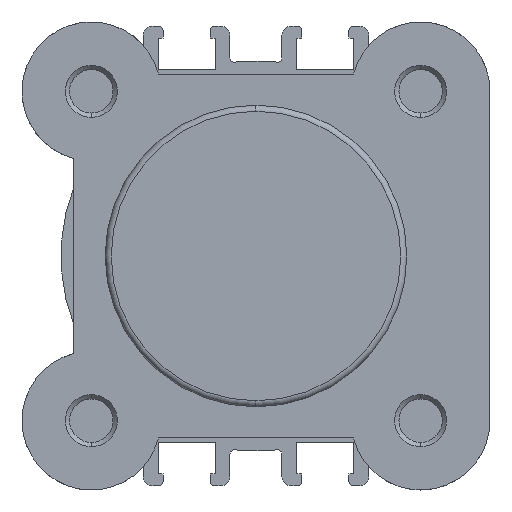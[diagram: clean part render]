
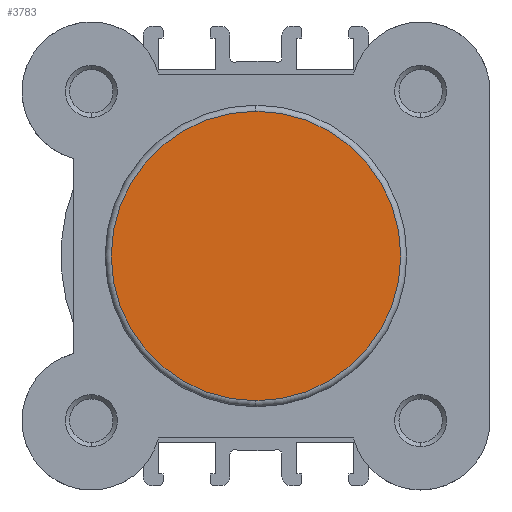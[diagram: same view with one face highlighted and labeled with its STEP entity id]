
A CAD part, left-side view. The second image highlights one B-rep face of the part: STEP entity #3783.
In plain terms, the highlighted planar face has unit normal (-1, 0, 0).
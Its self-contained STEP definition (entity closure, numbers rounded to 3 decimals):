
#244 = CARTESIAN_POINT ( 'NONE',  ( 0., 0., 16.7 ) ) ;
#310 = CARTESIAN_POINT ( 'NONE',  ( 0., 0., -16.7 ) ) ;
#394 = CARTESIAN_POINT ( 'NONE',  ( 0., 0., 0. ) ) ;
#395 = DIRECTION ( 'NONE',  ( -1., 0., 0. ) ) ;
#396 = DIRECTION ( 'NONE',  ( 0., 0., 1. ) ) ;
#557 = CARTESIAN_POINT ( 'NONE',  ( 0., 0., 0. ) ) ;
#565 = DIRECTION ( 'NONE',  ( -1., 0., 0. ) ) ;
#566 = DIRECTION ( 'NONE',  ( 0., 0., 1. ) ) ;
#1548 = FACE_OUTER_BOUND ( 'NONE', #6162, .T. ) ;
#2175 = CIRCLE ( 'NONE', #4779, 16.7 ) ;
#2287 = CIRCLE ( 'NONE', #4811, 16.7 ) ;
#2515 = CARTESIAN_POINT ( 'NONE',  ( 0., -17.4, 0. ) ) ;
#2529 = PLANE ( 'NONE',  #4575 ) ;
#2538 = DIRECTION ( 'NONE',  ( -1., 0., 0. ) ) ;
#2539 = DIRECTION ( 'NONE',  ( 0., 0., 1. ) ) ;
#3783 = ADVANCED_FACE ( 'NONE', ( #1548 ), #2529, .T. ) ;
#4575 = AXIS2_PLACEMENT_3D ( 'NONE', #2515, #2538, #2539 ) ;
#4779 = AXIS2_PLACEMENT_3D ( 'NONE', #394, #395, #396 ) ;
#4811 = AXIS2_PLACEMENT_3D ( 'NONE', #557, #565, #566 ) ;
#5708 = VERTEX_POINT ( 'NONE', #244 ) ;
#5987 = VERTEX_POINT ( 'NONE', #310 ) ;
#6162 = EDGE_LOOP ( 'NONE', ( #7135, #7134 ) ) ;
#7134 = ORIENTED_EDGE ( 'NONE', *, *, #7381, .T. ) ;
#7135 = ORIENTED_EDGE ( 'NONE', *, *, #7314, .T. ) ;
#7314 = EDGE_CURVE ( 'NONE', #5708, #5987, #2175, .T. ) ;
#7381 = EDGE_CURVE ( 'NONE', #5987, #5708, #2287, .T. ) ;
